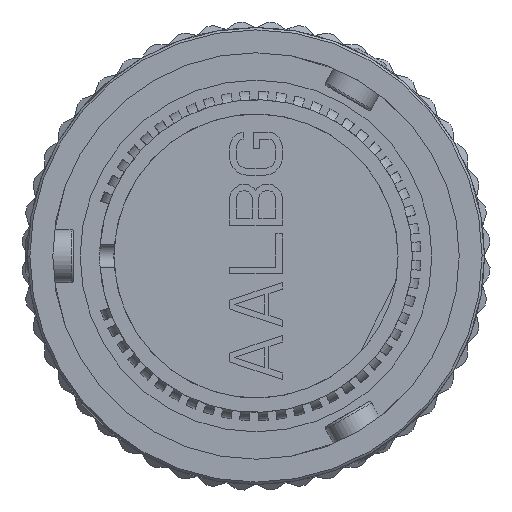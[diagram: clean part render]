
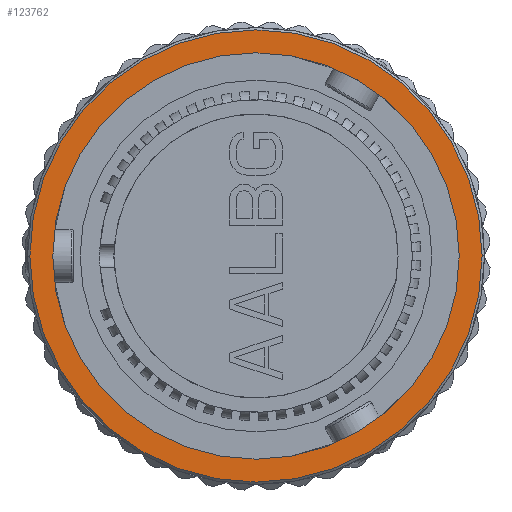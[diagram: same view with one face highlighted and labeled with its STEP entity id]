
A CAD part, left-side view. The second image highlights one B-rep face of the part: STEP entity #123762.
In plain terms, the highlighted planar face has unit normal (-1, 0, 0).
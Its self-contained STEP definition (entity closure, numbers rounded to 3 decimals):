
#32134=CARTESIAN_POINT('',(-27.72,0.,0.));
#32135=DIRECTION('',(1.,0.,0.));
#32136=DIRECTION('',(0.,1.,0.));
#32137=AXIS2_PLACEMENT_3D('',#32134,#32135,#32136);
#32139=CARTESIAN_POINT('',(-27.72,0.,0.));
#32140=DIRECTION('',(-1.,0.,0.));
#32141=DIRECTION('',(0.,1.,0.));
#32142=AXIS2_PLACEMENT_3D('',#32139,#32140,#32141);
#32144=CARTESIAN_POINT('',(-27.72,0.,0.));
#32145=DIRECTION('',(1.,0.,0.));
#32146=DIRECTION('',(0.,1.,0.));
#32147=AXIS2_PLACEMENT_3D('',#32144,#32145,#32146);
#32149=CARTESIAN_POINT('',(-27.72,0.,0.));
#32150=DIRECTION('',(-1.,0.,0.));
#32151=DIRECTION('',(0.,1.,0.));
#32152=AXIS2_PLACEMENT_3D('',#32149,#32150,#32151);
#55905=CARTESIAN_POINT('',(-27.72,17.26,-0.003));
#55906=CARTESIAN_POINT('',(-27.72,-17.26,0.003));
#55907=VERTEX_POINT('',#55905);
#55908=VERTEX_POINT('',#55906);
#56406=CARTESIAN_POINT('',(-27.72,19.205,-0.003));
#56407=VERTEX_POINT('',#56406);
#56408=CARTESIAN_POINT('',(-27.72,-19.205,0.003));
#56409=VERTEX_POINT('',#56408);
#123747=CARTESIAN_POINT('',(-27.72,0.,0.));
#123748=DIRECTION('',(-1.,0.,0.));
#123749=DIRECTION('',(0.,-1.,0.));
#123750=AXIS2_PLACEMENT_3D('',#123747,#123748,#123749);
#123751=PLANE('1625',#123750);
#123752=ORIENTED_EDGE('13359',*,*,#123733,.F.);
#123753=ORIENTED_EDGE('13361',*,*,#123715,.T.);
#123754=EDGE_LOOP('1625',(#123752,#123753));
#123755=FACE_OUTER_BOUND('1625',#123754,.F.);
#123757=ORIENTED_EDGE('12993',*,*,#123756,.F.);
#123759=ORIENTED_EDGE('12991',*,*,#123758,.T.);
#123760=EDGE_LOOP('1625',(#123757,#123759));
#123761=FACE_BOUND('1625',#123760,.F.);
#32138=CIRCLE('13361',#32137,19.205);
#32143=CIRCLE('13359',#32142,19.205);
#32148=CIRCLE('12993',#32147,17.26);
#32153=CIRCLE('12991',#32152,17.26);
#123715=EDGE_CURVE('13361',#56407,#56409,#32138,.T.);
#123733=EDGE_CURVE('13359',#56407,#56409,#32143,.T.);
#123756=EDGE_CURVE('12993',#55907,#55908,#32148,.T.);
#123758=EDGE_CURVE('12991',#55907,#55908,#32153,.T.);
#123762=ADVANCED_FACE('1625',(#123755,#123761),#123751,.T.);
